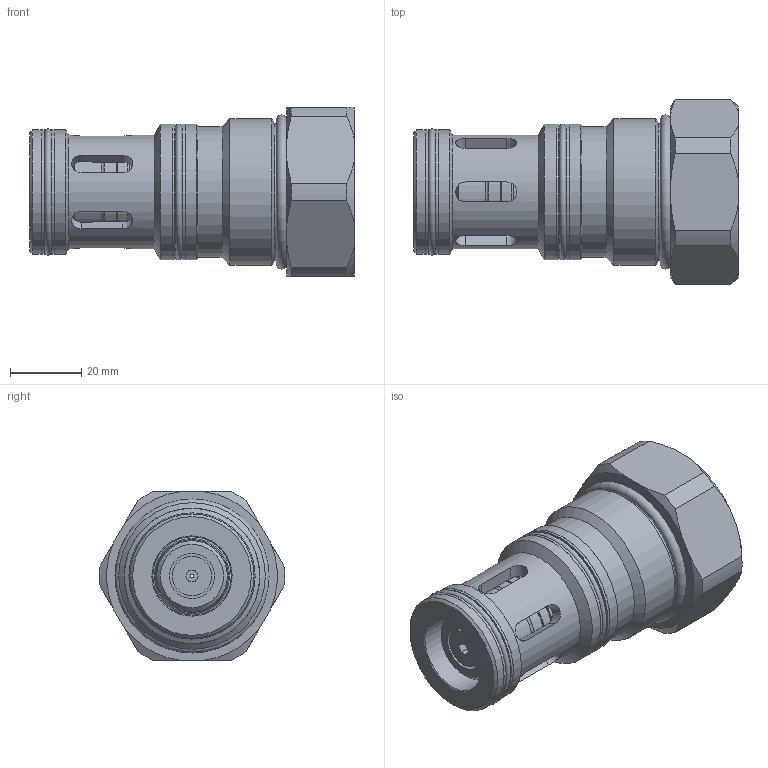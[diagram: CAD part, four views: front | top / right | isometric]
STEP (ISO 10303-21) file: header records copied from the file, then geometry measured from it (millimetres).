
FILE_DESCRIPTION((''),'2;1');
FILE_NAME('HSP1621.stp','2016-03-08T10:20:41',('JGroves'),(''),'Autodesk Inventor 2012','Autodesk Inventor 2012','');
FILE_SCHEMA(('AUTOMOTIVE_DESIGN { 1 0 10303 214 1 1 1 1 }'));
Length unit declared in the file: inch
Products named in the file (1): L501320HS01(HSP1621-4-1)_Shrinkwrap_1
Bounding box: 91.44 x 52.3 x 47.62 mm (x, y, z)
Surface area: 28908.9 mm2 (no closed solid volume)
Topology: 0 solids, 19 shells, 143 faces, 378 edges, 251 vertices
Faces by surface type: cylinder 55, plane 52, cone 28, torus 8
Full cylindrical faces by diameter (mm): 11.176 x1, 12.7 x1, 22.098 x1, 23.612 x2, 23.622 x1, 24.628 x3, 24.638 x1, 24.892 x1, 27.864 x1, 32.004 x1, 34.925 x2, 34.976 x2, 35.331 x1, 36.83 x1, 38.1 x2, 38.151 x2, 38.329 x1, 41.275 x1
Entity records: 4850 total; most frequent: CARTESIAN_POINT 1292, DIRECTION 672, ORIENTED_EDGE 600, EDGE_CURVE 327, AXIS2_PLACEMENT_3D 273, VERTEX_POINT 245, EDGE_LOOP 222, FACE_OUTER_BOUND 143
